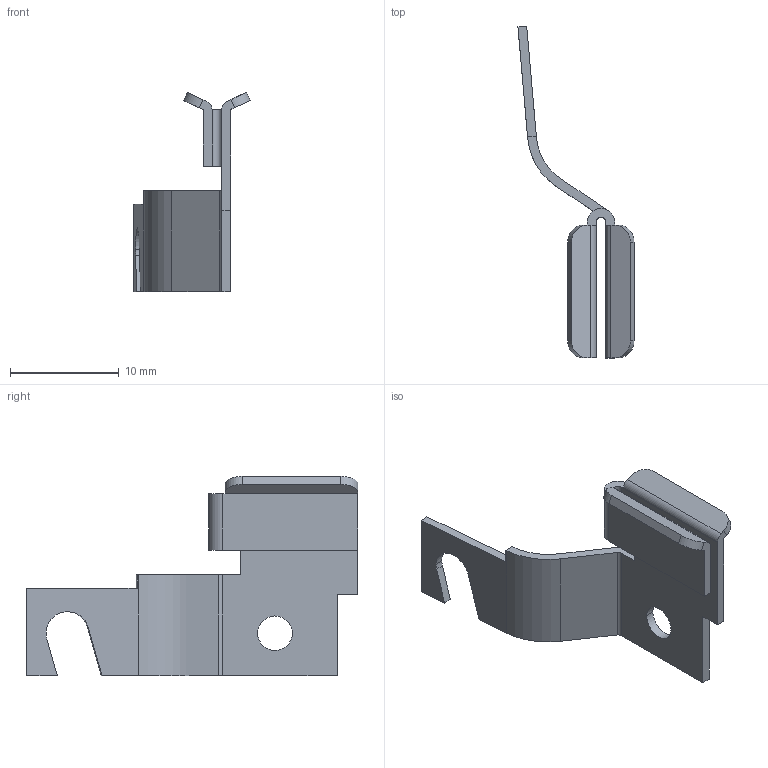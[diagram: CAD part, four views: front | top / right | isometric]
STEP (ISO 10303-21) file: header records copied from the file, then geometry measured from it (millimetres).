
FILE_DESCRIPTION (( 'STEP AP203' ), '1' );
FILE_NAME ('82204.STEP', '2015-02-12T20:27:04', ( '' ), ( '' ), 'SwSTEP 2.0', 'SolidWorks 2014', '' );
FILE_SCHEMA (( 'CONFIG_CONTROL_DESIGN' ));
Length unit declared in the file: inch
Products named in the file (1): 82204
Bounding box: 10.67 x 30.48 x 18.29 mm (x, y, z)
Volume: 390.9 mm3; surface area: 1093.3 mm2
Topology: 1 solids, 1 shells, 47 faces, 131 edges, 86 vertices
Faces by surface type: plane 31, cylinder 16
Entity records: 1588 total; most frequent: CARTESIAN_POINT 265, ORIENTED_EDGE 262, DIRECTION 259, EDGE_CURVE 131, VECTOR 99, LINE 99, VERTEX_POINT 86, AXIS2_PLACEMENT_3D 80
